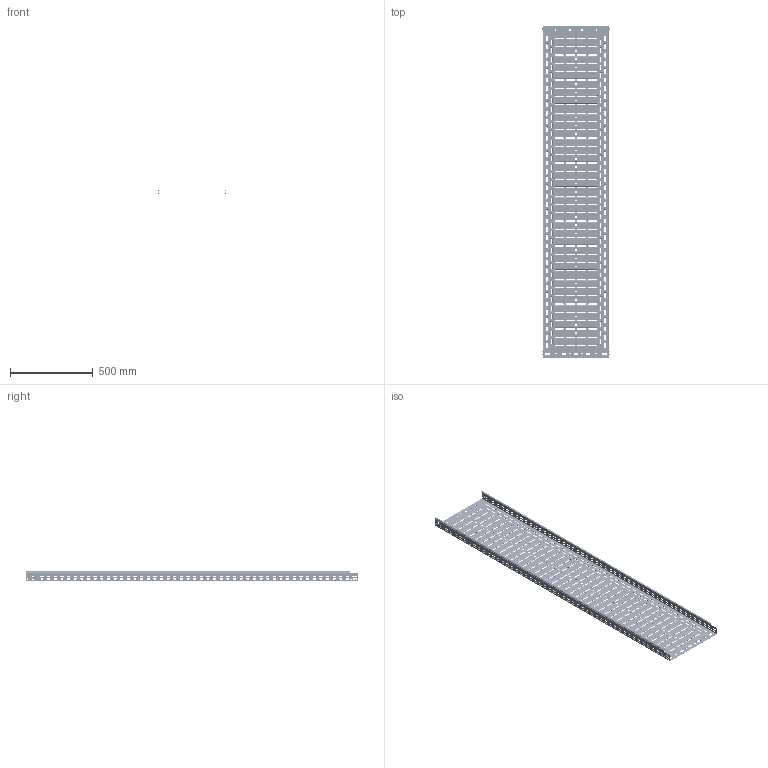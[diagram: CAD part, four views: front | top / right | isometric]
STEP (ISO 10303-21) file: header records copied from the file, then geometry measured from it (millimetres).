
FILE_DESCRIPTION(/* description */ (''),/* implementation_level */ '2;1');
FILE_NAME(/* name */ 'KFL400H60_2.stp',/* time_stamp */ '2020-03-24T12:17:45+01:00',/* author */ ('stanislaw.luczak'),/* organization */ (''),/* preprocessor_version */ 'ST-DEVELOPER v18',/* originating_system */ 'Autodesk Inventor 2020',/* authorisation */ '');
FILE_SCHEMA (('AUTOMOTIVE_DESIGN { 1 0 10303 214 3 1 1 }'));
Products named in the file (1): KFL400H60_2
Bounding box: 405.6 x 2000 x 61.39 mm (x, y, z)
Volume: 683355 mm3; surface area: 1953957 mm2
Topology: 1 solids, 1 shells, 8786 faces, 21434 edges, 13152 vertices
Faces by surface type: plane 3329, cylinder 3193, torus 1510, cone 752, bspline 2
Full cylindrical faces by diameter (mm): 11 x27
Entity records: 259327 total; most frequent: DIRECTION 48224, CARTESIAN_POINT 43561, ORIENTED_EDGE 42868, EDGE_CURVE 21434, AXIS2_PLACEMENT_3D 18025, VERTEX_POINT 13152, LINE 12174, VECTOR 12174
